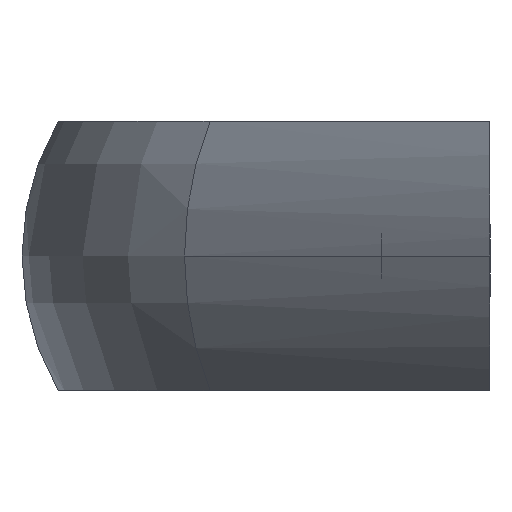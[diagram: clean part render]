
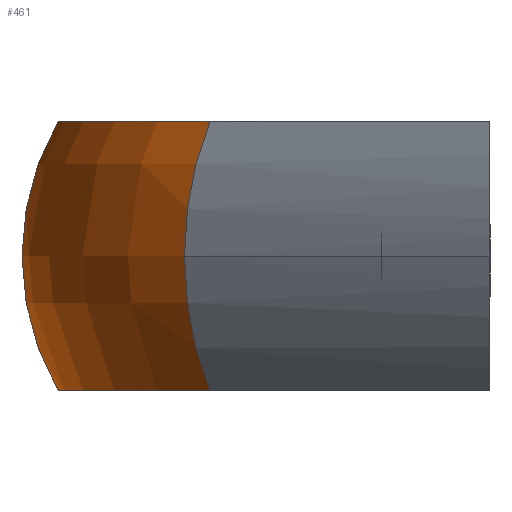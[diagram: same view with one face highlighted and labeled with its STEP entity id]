
A CAD part, left-side view. The second image highlights one B-rep face of the part: STEP entity #461.
In plain terms, the highlighted toroidal (fillet/blend) face has major radius 15.83 mm and minor radius 15 mm.
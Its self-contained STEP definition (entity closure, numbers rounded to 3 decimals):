
#46 = VERTEX_POINT ( 'NONE', #389 ) ;
#69 = VERTEX_POINT ( 'NONE', #543 ) ;
#115 = ORIENTED_EDGE ( 'NONE', *, *, #772, .T. ) ;
#122 = DIRECTION ( 'NONE',  ( 0.707, 0.707, 0. ) ) ;
#128 = DIRECTION ( 'NONE',  ( -0.707, 0.707, 0. ) ) ;
#143 = CARTESIAN_POINT ( 'NONE',  ( -129.73, -4.83, -7.5 ) ) ;
#147 = DIRECTION ( 'NONE',  ( 0., 0., 1. ) ) ;
#149 = AXIS2_PLACEMENT_3D ( 'NONE', #202, #662, #522 ) ;
#156 = TOROIDAL_SURFACE ( 'NONE', #427, 15.83, 15. ) ;
#184 = CIRCLE ( 'NONE', #603, 28.82 ) ;
#189 = CARTESIAN_POINT ( 'NONE',  ( -151.53, 16.97, 0. ) ) ;
#201 = ORIENTED_EDGE ( 'NONE', *, *, #217, .T. ) ;
#202 = CARTESIAN_POINT ( 'NONE',  ( -129.73, 11., 0. ) ) ;
#213 = VERTEX_POINT ( 'NONE', #981 ) ;
#217 = EDGE_CURVE ( 'NONE', #519, #943, #700, .T. ) ;
#221 = DIRECTION ( 'NONE',  ( -0.707, 0.707, 0. ) ) ;
#238 = CARTESIAN_POINT ( 'NONE',  ( -129.73, -4.83, 7.5 ) ) ;
#254 = DIRECTION ( 'NONE',  ( -1., 0., 0. ) ) ;
#256 = CARTESIAN_POINT ( 'NONE',  ( -140.923, 6.364, 0. ) ) ;
#270 = AXIS2_PLACEMENT_3D ( 'NONE', #709, #619, #462 ) ;
#307 = CARTESIAN_POINT ( 'NONE',  ( -129.73, 23.99, 7.5 ) ) ;
#389 = CARTESIAN_POINT ( 'NONE',  ( -150.109, 15.549, 7.5 ) ) ;
#403 = DIRECTION ( 'NONE',  ( 0.707, 0.707, 0. ) ) ;
#427 = AXIS2_PLACEMENT_3D ( 'NONE', #552, #887, #254 ) ;
#444 = ORIENTED_EDGE ( 'NONE', *, *, #587, .F. ) ;
#461 = ADVANCED_FACE ( 'NONE', ( #649 ), #156, .T. ) ;
#462 = DIRECTION ( 'NONE',  ( 0., 0., 1. ) ) ;
#470 = AXIS2_PLACEMENT_3D ( 'NONE', #853, #122, #518 ) ;
#518 = DIRECTION ( 'NONE',  ( 0., 0., 1. ) ) ;
#519 = VERTEX_POINT ( 'NONE', #910 ) ;
#522 = DIRECTION ( 'NONE',  ( 0., 0., 1. ) ) ;
#543 = CARTESIAN_POINT ( 'NONE',  ( -129.73, 23.99, -7.5 ) ) ;
#550 = DIRECTION ( 'NONE',  ( 0., 0., -1. ) ) ;
#552 = CARTESIAN_POINT ( 'NONE',  ( -129.73, -4.83, 0. ) ) ;
#553 = ORIENTED_EDGE ( 'NONE', *, *, #696, .F. ) ;
#563 = EDGE_CURVE ( 'NONE', #943, #46, #935, .T. ) ;
#587 = EDGE_CURVE ( 'NONE', #213, #671, #653, .T. ) ;
#596 = EDGE_LOOP ( 'NONE', ( #115, #444, #1027, #553, #201, #834 ) ) ;
#603 = AXIS2_PLACEMENT_3D ( 'NONE', #143, #951, #221 ) ;
#619 = DIRECTION ( 'NONE',  ( 1., 0., 0. ) ) ;
#649 = FACE_OUTER_BOUND ( 'NONE', #596, .T. ) ;
#653 = CIRCLE ( 'NONE', #149, 15. ) ;
#662 = DIRECTION ( 'NONE',  ( 1., 0., 0. ) ) ;
#671 = VERTEX_POINT ( 'NONE', #307 ) ;
#677 = AXIS2_PLACEMENT_3D ( 'NONE', #238, #550, #128 ) ;
#693 = CIRCLE ( 'NONE', #677, 28.82 ) ;
#696 = EDGE_CURVE ( 'NONE', #519, #69, #184, .T. ) ;
#700 = CIRCLE ( 'NONE', #836, 15. ) ;
#709 = CARTESIAN_POINT ( 'NONE',  ( -129.73, 11., 0. ) ) ;
#723 = CIRCLE ( 'NONE', #270, 15. ) ;
#742 = EDGE_CURVE ( 'NONE', #69, #213, #723, .T. ) ;
#772 = EDGE_CURVE ( 'NONE', #46, #671, #693, .T. ) ;
#834 = ORIENTED_EDGE ( 'NONE', *, *, #563, .T. ) ;
#836 = AXIS2_PLACEMENT_3D ( 'NONE', #256, #403, #147 ) ;
#853 = CARTESIAN_POINT ( 'NONE',  ( -140.923, 6.364, 0. ) ) ;
#887 = DIRECTION ( 'NONE',  ( 0., 0., -1. ) ) ;
#910 = CARTESIAN_POINT ( 'NONE',  ( -150.109, 15.549, -7.5 ) ) ;
#935 = CIRCLE ( 'NONE', #470, 15. ) ;
#943 = VERTEX_POINT ( 'NONE', #189 ) ;
#951 = DIRECTION ( 'NONE',  ( 0., 0., -1. ) ) ;
#981 = CARTESIAN_POINT ( 'NONE',  ( -129.73, 26., 0. ) ) ;
#1027 = ORIENTED_EDGE ( 'NONE', *, *, #742, .F. ) ;
